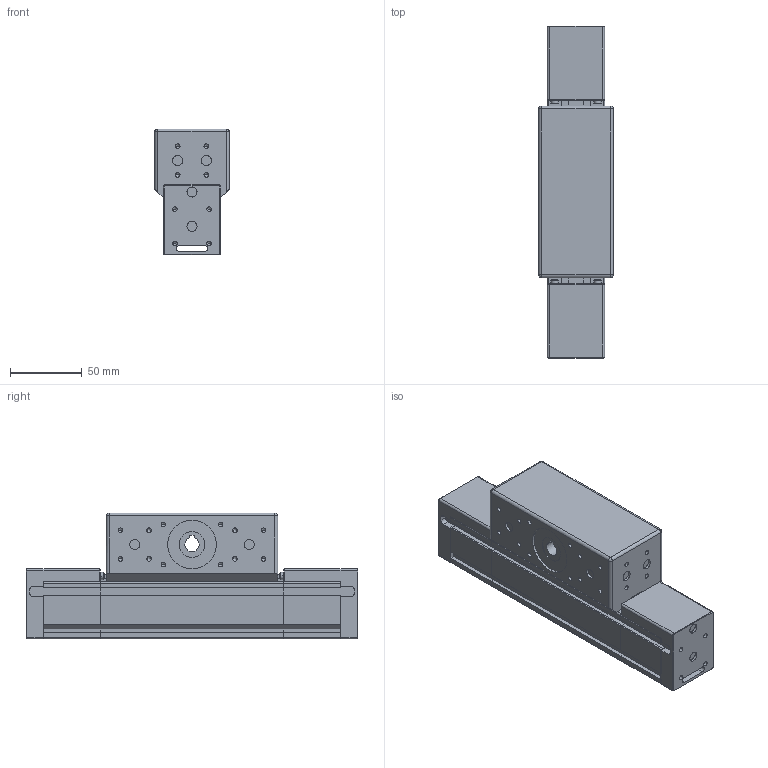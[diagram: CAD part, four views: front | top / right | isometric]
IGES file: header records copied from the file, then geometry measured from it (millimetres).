
Global section: file name: No Iges File Name specified; native system: Autodesk Inventor 2011; preprocessor: AutoDesk Inventor Iges Exporter R2011; author: Matej; date: 20110523.111300; units: millimetre
Bounding box: 52 x 232 x 88 mm (x, y, z)
Volume: 641034.5 mm3; surface area: 113394.8 mm2
Topology: 4 solids, 4 shells, 496 faces, 1261 edges, 749 vertices
Faces by surface type: plane 165, bspline 160, revolution 95, cylinder 44, cone 28, sphere 4
